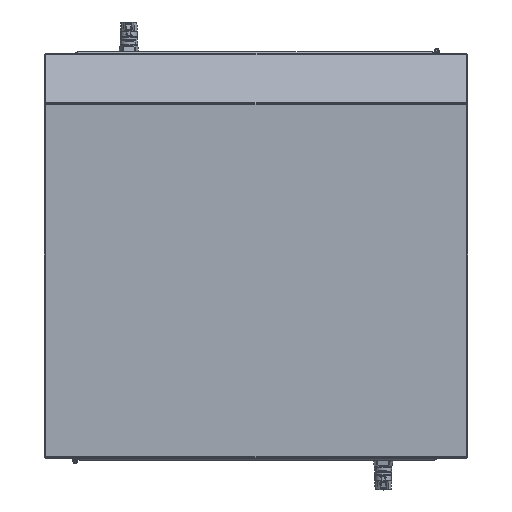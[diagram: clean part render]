
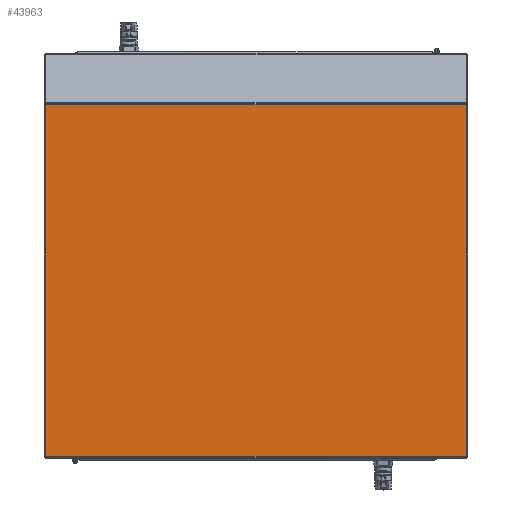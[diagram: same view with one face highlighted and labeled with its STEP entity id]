
A CAD part, front view. The second image highlights one B-rep face of the part: STEP entity #43963.
In plain terms, the highlighted planar face has unit normal (0, -1, 0).
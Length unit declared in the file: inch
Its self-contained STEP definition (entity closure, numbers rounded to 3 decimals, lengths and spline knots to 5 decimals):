
#15761 = EDGE_CURVE ( 'NONE', #251184, #162035, #73581, .T. ) ;
#21823 = LINE ( 'NONE', #198200, #72510 ) ;
#31190 = EDGE_LOOP ( 'NONE', ( #71617, #119508, #227811, #171157 ) ) ;
#36540 = CARTESIAN_POINT ( 'NONE',  ( 12.0625, -0.074, 20.2258 ) ) ;
#39417 = VECTOR ( 'NONE', #234146, 39.37008 ) ;
#43963 = ADVANCED_FACE ( 'NONE', ( #49266 ), #127371, .T. ) ;
#44936 = CARTESIAN_POINT ( 'NONE',  ( 24.051, -0.074, 10.125 ) ) ;
#49266 = FACE_OUTER_BOUND ( 'NONE', #31190, .T. ) ;
#57111 = AXIS2_PLACEMENT_3D ( 'NONE', #110678, #76038, #128654 ) ;
#60041 = DIRECTION ( 'NONE',  ( 0., 0., -1. ) ) ;
#71080 = VERTEX_POINT ( 'NONE', #140885 ) ;
#71617 = ORIENTED_EDGE ( 'NONE', *, *, #128190, .T. ) ;
#72510 = VECTOR ( 'NONE', #60041, 39.37008 ) ;
#73093 = LINE ( 'NONE', #114030, #39417 ) ;
#73374 = CARTESIAN_POINT ( 'NONE',  ( 24.051, -0.074, 20.2258 ) ) ;
#73581 = LINE ( 'NONE', #36540, #145942 ) ;
#76038 = DIRECTION ( 'NONE',  ( 0., -1., 0. ) ) ;
#96687 = DIRECTION ( 'NONE',  ( -1., 0., 0. ) ) ;
#104891 = VECTOR ( 'NONE', #122925, 39.37008 ) ;
#110678 = CARTESIAN_POINT ( 'NONE',  ( 12.0625, -0.074, 10.125 ) ) ;
#114030 = CARTESIAN_POINT ( 'NONE',  ( 12.0625, -0.074, 0.1365 ) ) ;
#119508 = ORIENTED_EDGE ( 'NONE', *, *, #183523, .T. ) ;
#122925 = DIRECTION ( 'NONE',  ( 0., 0., 1. ) ) ;
#127371 = PLANE ( 'NONE',  #57111 ) ;
#128190 = EDGE_CURVE ( 'NONE', #71080, #155029, #73093, .T. ) ;
#128654 = DIRECTION ( 'NONE',  ( 1., 0., 0. ) ) ;
#130158 = EDGE_CURVE ( 'NONE', #162035, #71080, #21823, .T. ) ;
#131048 = CARTESIAN_POINT ( 'NONE',  ( 24.051, -0.074, 0.1365 ) ) ;
#140885 = CARTESIAN_POINT ( 'NONE',  ( 0.074, -0.074, 0.1365 ) ) ;
#142297 = LINE ( 'NONE', #44936, #104891 ) ;
#145942 = VECTOR ( 'NONE', #96687, 39.37008 ) ;
#155029 = VERTEX_POINT ( 'NONE', #131048 ) ;
#162035 = VERTEX_POINT ( 'NONE', #226611 ) ;
#171157 = ORIENTED_EDGE ( 'NONE', *, *, #130158, .T. ) ;
#183523 = EDGE_CURVE ( 'NONE', #155029, #251184, #142297, .T. ) ;
#198200 = CARTESIAN_POINT ( 'NONE',  ( 0.074, -0.074, 10.125 ) ) ;
#226611 = CARTESIAN_POINT ( 'NONE',  ( 0.074, -0.074, 20.2258 ) ) ;
#227811 = ORIENTED_EDGE ( 'NONE', *, *, #15761, .T. ) ;
#234146 = DIRECTION ( 'NONE',  ( 1., 0., 0. ) ) ;
#251184 = VERTEX_POINT ( 'NONE', #73374 ) ;
